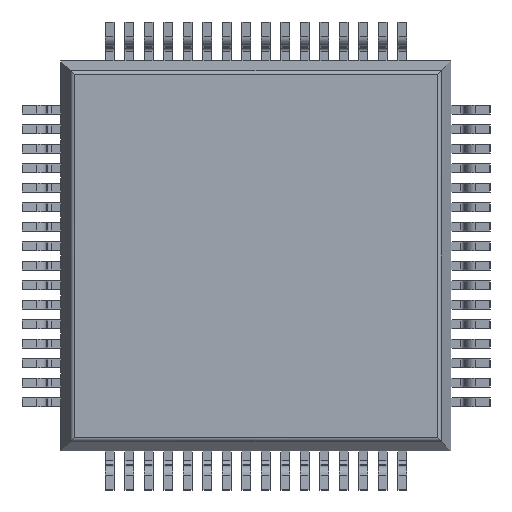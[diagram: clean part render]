
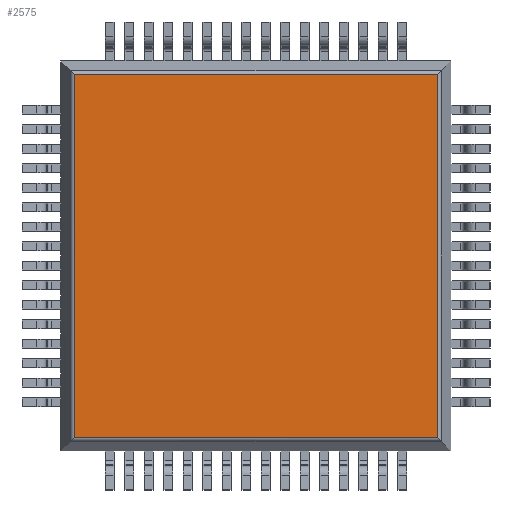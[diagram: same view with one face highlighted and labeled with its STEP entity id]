
A CAD part, front view. The second image highlights one B-rep face of the part: STEP entity #2575.
In plain terms, the highlighted planar face has unit normal (0, -1, 0).
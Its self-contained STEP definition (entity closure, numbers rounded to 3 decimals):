
#2575=ADVANCED_FACE('',(#5153),#5154,.T.);
#5153=FACE_OUTER_BOUND('',#7732,.T.);
#5154=PLANE('',#7733);
#7732=EDGE_LOOP('',(#15754,#15755,#15756,#15757));
#7733=AXIS2_PLACEMENT_3D('',#15758,#15759,#15760);
#15754=ORIENTED_EDGE('',*,*,#19176,.F.);
#15755=ORIENTED_EDGE('',*,*,#19268,.F.);
#15756=ORIENTED_EDGE('',*,*,#19241,.T.);
#15757=ORIENTED_EDGE('',*,*,#19269,.T.);
#15758=CARTESIAN_POINT('',(10.0,0.082,0.));
#15759=DIRECTION('',(0.,-1.0,0.));
#15760=DIRECTION('',(0.,0.,1.0));
#19176=EDGE_CURVE('',#23993,#23988,#23995,.T.);
#19241=EDGE_CURVE('',#24079,#24077,#24080,.T.);
#19268=EDGE_CURVE('',#24079,#23993,#24107,.T.);
#19269=EDGE_CURVE('',#24077,#23988,#24108,.T.);
#23988=VERTEX_POINT('',#30621);
#23993=VERTEX_POINT('',#30627);
#23995=LINE('',#30629,#30630);
#24077=VERTEX_POINT('',#30763);
#24079=VERTEX_POINT('',#30765);
#24080=LINE('',#30766,#30767);
#24107=LINE('',#30815,#30816);
#24108=LINE('',#30817,#30818);
#30621=CARTESIAN_POINT('',(0.345,0.082,4.655));
#30627=CARTESIAN_POINT('',(0.345,0.082,-4.655));
#30629=CARTESIAN_POINT('',(0.345,0.082,-10.0));
#30630=VECTOR('',#34223,1.0);
#30763=CARTESIAN_POINT('',(9.655,0.082,4.655));
#30765=CARTESIAN_POINT('',(9.655,0.082,-4.655));
#30766=CARTESIAN_POINT('',(9.655,0.082,0.));
#30767=VECTOR('',#34290,1.0);
#30815=CARTESIAN_POINT('',(10.0,0.082,-4.655));
#30816=VECTOR('',#34315,1.0);
#30817=CARTESIAN_POINT('',(10.0,0.082,4.655));
#30818=VECTOR('',#34316,1.0);
#34223=DIRECTION('',(0.,0.,1.0));
#34290=DIRECTION('',(0.0,0.0,1.0));
#34315=DIRECTION('',(-1.0,0.0,0.));
#34316=DIRECTION('',(-1.0,0.0,0.));
